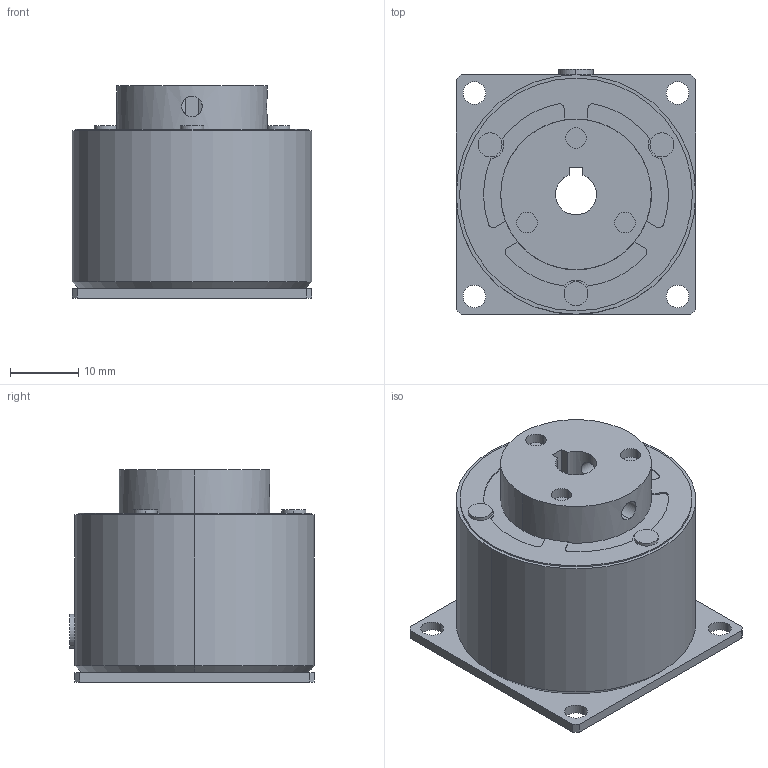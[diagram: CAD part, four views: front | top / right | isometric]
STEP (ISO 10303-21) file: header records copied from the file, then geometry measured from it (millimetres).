
FILE_DESCRIPTION (( 'STEP AP203' ), '1' );
FILE_NAME ('AMB 2.5_25145100(1‘Ì).STEP', '2016-03-11T00:48:06', ( ' ' ), ( '' ), 'SwSTEP 2.0', 'SolidWorks 2009', '' );
FILE_SCHEMA (( 'CONFIG_CONTROL_DESIGN' ));
Length unit declared in the file: millimetre
Products named in the file (1): AMB 2.5_25145100(1体)
Bounding box: 35 x 35.78 x 31 mm (x, y, z)
Volume: 22496.3 mm3; surface area: 7174.8 mm2
Topology: 2 solids, 2 shells, 100 faces, 249 edges, 164 vertices
Faces by surface type: cylinder 65, plane 33, cone 2
Entity records: 3322 total; most frequent: CARTESIAN_POINT 714, DIRECTION 573, ORIENTED_EDGE 498, EDGE_CURVE 249, AXIS2_PLACEMENT_3D 231, VERTEX_POINT 164, CIRCLE 130, EDGE_LOOP 125
